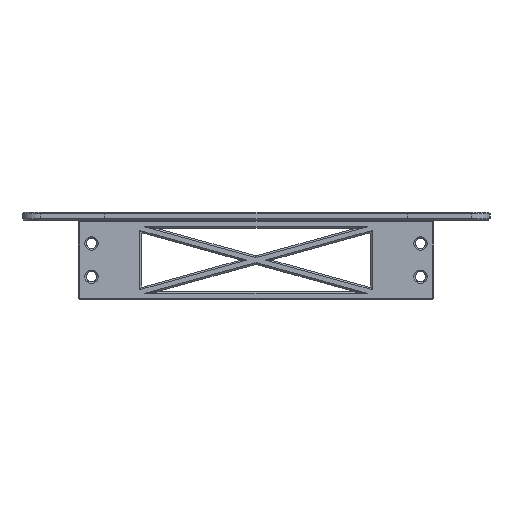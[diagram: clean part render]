
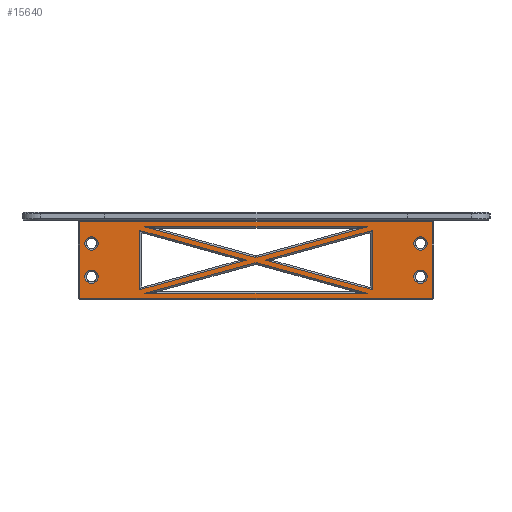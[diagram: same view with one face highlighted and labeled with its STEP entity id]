
A CAD part, left-side view. The second image highlights one B-rep face of the part: STEP entity #15640.
In plain terms, the highlighted planar face has unit normal (-1, 0, 0).
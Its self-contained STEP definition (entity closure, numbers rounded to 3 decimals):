
#141=FACE_BOUND('',#2207,.T.);
#142=FACE_BOUND('',#2208,.T.);
#143=FACE_BOUND('',#2209,.T.);
#144=FACE_BOUND('',#2210,.T.);
#145=FACE_BOUND('',#2211,.T.);
#146=FACE_BOUND('',#2212,.T.);
#147=FACE_BOUND('',#2213,.T.);
#148=FACE_BOUND('',#2214,.T.);
#217=PLANE('',#16720);
#1146=FACE_OUTER_BOUND('',#2206,.T.);
#2206=EDGE_LOOP('',(#11079,#11080,#11081,#11082));
#2207=EDGE_LOOP('',(#11083));
#2208=EDGE_LOOP('',(#11084,#11085,#11086));
#2209=EDGE_LOOP('',(#11087,#11088,#11089));
#2210=EDGE_LOOP('',(#11090,#11091,#11092));
#2211=EDGE_LOOP('',(#11093,#11094,#11095));
#2212=EDGE_LOOP('',(#11096));
#2213=EDGE_LOOP('',(#11097));
#2214=EDGE_LOOP('',(#11098));
#3342=LINE('',#22217,#5422);
#3343=LINE('',#22219,#5423);
#3344=LINE('',#22221,#5424);
#3345=LINE('',#22222,#5425);
#3346=LINE('',#22227,#5426);
#3347=LINE('',#22229,#5427);
#3348=LINE('',#22230,#5428);
#3349=LINE('',#22233,#5429);
#3350=LINE('',#22235,#5430);
#3351=LINE('',#22236,#5431);
#3352=LINE('',#22239,#5432);
#3353=LINE('',#22241,#5433);
#3354=LINE('',#22242,#5434);
#3355=LINE('',#22245,#5435);
#3356=LINE('',#22247,#5436);
#3357=LINE('',#22248,#5437);
#5422=VECTOR('',#17864,10.);
#5423=VECTOR('',#17865,10.);
#5424=VECTOR('',#17866,10.);
#5425=VECTOR('',#17867,10.);
#5426=VECTOR('',#17870,10.);
#5427=VECTOR('',#17871,10.);
#5428=VECTOR('',#17872,10.);
#5429=VECTOR('',#17873,10.);
#5430=VECTOR('',#17874,10.);
#5431=VECTOR('',#17875,10.);
#5432=VECTOR('',#17876,10.);
#5433=VECTOR('',#17877,10.);
#5434=VECTOR('',#17878,10.);
#5435=VECTOR('',#17879,10.);
#5436=VECTOR('',#17880,10.);
#5437=VECTOR('',#17881,10.);
#7501=CIRCLE('',#16718,1.65);
#7503=CIRCLE('',#16721,1.65);
#7504=CIRCLE('',#16722,1.65);
#7505=CIRCLE('',#16723,1.65);
#7621=VERTEX_POINT('',#22209);
#7623=VERTEX_POINT('',#22215);
#7624=VERTEX_POINT('',#22216);
#7625=VERTEX_POINT('',#22218);
#7626=VERTEX_POINT('',#22220);
#7627=VERTEX_POINT('',#22223);
#7628=VERTEX_POINT('',#22225);
#7629=VERTEX_POINT('',#22226);
#7630=VERTEX_POINT('',#22228);
#7631=VERTEX_POINT('',#22231);
#7632=VERTEX_POINT('',#22232);
#7633=VERTEX_POINT('',#22234);
#7634=VERTEX_POINT('',#22237);
#7635=VERTEX_POINT('',#22238);
#7636=VERTEX_POINT('',#22240);
#7637=VERTEX_POINT('',#22243);
#7638=VERTEX_POINT('',#22244);
#7639=VERTEX_POINT('',#22246);
#7640=VERTEX_POINT('',#22249);
#7641=VERTEX_POINT('',#22251);
#8825=EDGE_CURVE('',#7621,#7621,#7501,.T.);
#8828=EDGE_CURVE('',#7623,#7624,#3342,.T.);
#8829=EDGE_CURVE('',#7625,#7623,#3343,.T.);
#8830=EDGE_CURVE('',#7626,#7625,#3344,.T.);
#8831=EDGE_CURVE('',#7624,#7626,#3345,.T.);
#8832=EDGE_CURVE('',#7627,#7627,#7503,.T.);
#8833=EDGE_CURVE('',#7628,#7629,#3346,.T.);
#8834=EDGE_CURVE('',#7630,#7628,#3347,.T.);
#8835=EDGE_CURVE('',#7629,#7630,#3348,.T.);
#8836=EDGE_CURVE('',#7631,#7632,#3349,.T.);
#8837=EDGE_CURVE('',#7633,#7631,#3350,.T.);
#8838=EDGE_CURVE('',#7632,#7633,#3351,.T.);
#8839=EDGE_CURVE('',#7634,#7635,#3352,.T.);
#8840=EDGE_CURVE('',#7636,#7634,#3353,.T.);
#8841=EDGE_CURVE('',#7635,#7636,#3354,.T.);
#8842=EDGE_CURVE('',#7637,#7638,#3355,.T.);
#8843=EDGE_CURVE('',#7639,#7637,#3356,.T.);
#8844=EDGE_CURVE('',#7638,#7639,#3357,.T.);
#8845=EDGE_CURVE('',#7640,#7640,#7504,.T.);
#8846=EDGE_CURVE('',#7641,#7641,#7505,.T.);
#11079=ORIENTED_EDGE('',*,*,#8828,.F.);
#11080=ORIENTED_EDGE('',*,*,#8829,.F.);
#11081=ORIENTED_EDGE('',*,*,#8830,.F.);
#11082=ORIENTED_EDGE('',*,*,#8831,.F.);
#11083=ORIENTED_EDGE('',*,*,#8832,.F.);
#11084=ORIENTED_EDGE('',*,*,#8833,.F.);
#11085=ORIENTED_EDGE('',*,*,#8834,.F.);
#11086=ORIENTED_EDGE('',*,*,#8835,.F.);
#11087=ORIENTED_EDGE('',*,*,#8836,.F.);
#11088=ORIENTED_EDGE('',*,*,#8837,.F.);
#11089=ORIENTED_EDGE('',*,*,#8838,.F.);
#11090=ORIENTED_EDGE('',*,*,#8839,.F.);
#11091=ORIENTED_EDGE('',*,*,#8840,.F.);
#11092=ORIENTED_EDGE('',*,*,#8841,.F.);
#11093=ORIENTED_EDGE('',*,*,#8842,.F.);
#11094=ORIENTED_EDGE('',*,*,#8843,.F.);
#11095=ORIENTED_EDGE('',*,*,#8844,.F.);
#11096=ORIENTED_EDGE('',*,*,#8845,.F.);
#11097=ORIENTED_EDGE('',*,*,#8846,.F.);
#11098=ORIENTED_EDGE('',*,*,#8825,.F.);
#15640=ADVANCED_FACE('',(#1146,#141,#142,#143,#144,#145,#146,#147,#148),
#217,.T.);
#16718=AXIS2_PLACEMENT_3D('',#22210,#17857,#17858);
#16720=AXIS2_PLACEMENT_3D('',#22214,#17862,#17863);
#16721=AXIS2_PLACEMENT_3D('',#22224,#17868,#17869);
#16722=AXIS2_PLACEMENT_3D('',#22250,#17882,#17883);
#16723=AXIS2_PLACEMENT_3D('',#22252,#17884,#17885);
#17857=DIRECTION('center_axis',(-1.,0.,0.));
#17858=DIRECTION('ref_axis',(0.,1.,0.));
#17862=DIRECTION('center_axis',(-1.,0.,0.));
#17863=DIRECTION('ref_axis',(0.,1.,0.));
#17864=DIRECTION('',(0.,1.,0.));
#17865=DIRECTION('',(0.,0.,-1.));
#17866=DIRECTION('',(0.,-1.,0.));
#17867=DIRECTION('',(0.,0.,1.));
#17868=DIRECTION('center_axis',(-1.,0.,0.));
#17869=DIRECTION('ref_axis',(0.,1.,0.));
#17870=DIRECTION('',(0.,0.964,0.267));
#17871=DIRECTION('',(0.,-0.964,0.267));
#17872=DIRECTION('',(0.,0.,-1.));
#17873=DIRECTION('',(0.,0.,1.));
#17874=DIRECTION('',(0.,-0.964,-0.267));
#17875=DIRECTION('',(0.,0.964,-0.267));
#17876=DIRECTION('',(0.,-0.964,-0.267));
#17877=DIRECTION('',(0.,1.,0.));
#17878=DIRECTION('',(0.,-0.964,0.267));
#17879=DIRECTION('',(0.,0.964,-0.267));
#17880=DIRECTION('',(0.,0.964,0.267));
#17881=DIRECTION('',(0.,-1.,0.));
#17882=DIRECTION('center_axis',(-1.,0.,0.));
#17883=DIRECTION('ref_axis',(0.,1.,0.));
#17884=DIRECTION('center_axis',(-1.,0.,0.));
#17885=DIRECTION('ref_axis',(0.,1.,0.));
#22209=CARTESIAN_POINT('',(-117.,38.6,11.828));
#22210=CARTESIAN_POINT('Origin',(-117.,40.25,11.828));
#22214=CARTESIAN_POINT('Origin',(-117.,-37.,0.));
#22215=CARTESIAN_POINT('',(-117.,-43.1,-1.6));
#22216=CARTESIAN_POINT('',(-117.,43.1,-1.6));
#22217=CARTESIAN_POINT('',(-117.,-18.5,-1.6));
#22218=CARTESIAN_POINT('',(-117.,-43.1,17.1));
#22219=CARTESIAN_POINT('',(-117.,-43.1,-1.));
#22220=CARTESIAN_POINT('',(-117.,43.1,17.1));
#22221=CARTESIAN_POINT('',(-117.,1.625,17.1));
#22222=CARTESIAN_POINT('',(-117.,43.1,-1.));
#22223=CARTESIAN_POINT('',(-117.,-41.9,3.672));
#22224=CARTESIAN_POINT('Origin',(-117.,-40.25,3.672));
#22225=CARTESIAN_POINT('',(-117.,2.249,7.75));
#22226=CARTESIAN_POINT('',(-117.,28.4,14.988));
#22227=CARTESIAN_POINT('',(-117.,-16.279,2.622));
#22228=CARTESIAN_POINT('',(-117.,28.4,0.512));
#22229=CARTESIAN_POINT('',(-117.,-2.161,8.971));
#22230=CARTESIAN_POINT('',(-117.,28.4,0.));
#22231=CARTESIAN_POINT('',(-117.,-28.4,0.512));
#22232=CARTESIAN_POINT('',(-117.,-28.4,14.988));
#22233=CARTESIAN_POINT('',(-117.,-28.4,0.));
#22234=CARTESIAN_POINT('',(-117.,-2.249,7.75));
#22235=CARTESIAN_POINT('',(-117.,-20.081,2.814));
#22236=CARTESIAN_POINT('',(-117.,-30.214,15.49));
#22237=CARTESIAN_POINT('',(-117.,27.196,15.9));
#22238=CARTESIAN_POINT('',(-117.,0.,8.373));
#22239=CARTESIAN_POINT('',(-117.,-6.081,6.689));
#22240=CARTESIAN_POINT('',(-117.,-27.196,15.9));
#22241=CARTESIAN_POINT('',(-117.,-30.626,15.9));
#22242=CARTESIAN_POINT('',(-117.,-16.161,12.846));
#22243=CARTESIAN_POINT('',(-117.,0.,7.127));
#22244=CARTESIAN_POINT('',(-117.,27.196,-0.4));
#22245=CARTESIAN_POINT('',(-117.,-16.214,11.615));
#22246=CARTESIAN_POINT('',(-117.,-27.196,-0.4));
#22247=CARTESIAN_POINT('',(-117.,-30.279,-1.253));
#22248=CARTESIAN_POINT('',(-117.,-18.5,-0.4));
#22249=CARTESIAN_POINT('',(-117.,38.6,3.672));
#22250=CARTESIAN_POINT('Origin',(-117.,40.25,3.672));
#22251=CARTESIAN_POINT('',(-117.,-41.9,11.828));
#22252=CARTESIAN_POINT('Origin',(-117.,-40.25,11.828));
